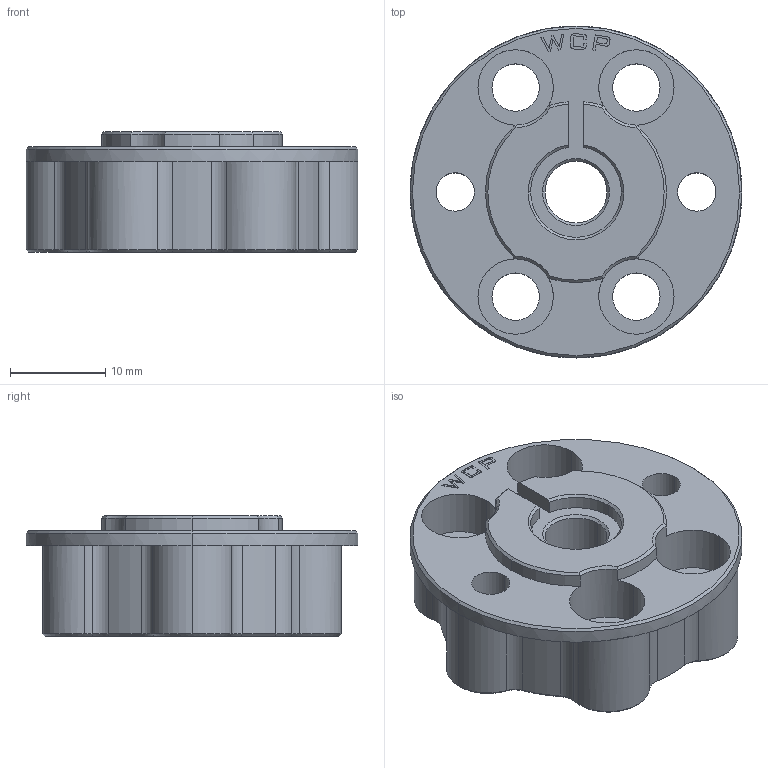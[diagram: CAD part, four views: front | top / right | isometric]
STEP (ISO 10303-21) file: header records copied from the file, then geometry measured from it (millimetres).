
FILE_DESCRIPTION (( 'STEP AP214' ), '1' );
FILE_NAME ('WCP-1391.step', '2024-01-05T21:56:49', ( '' ), ( '' ), 'SwSTEP 2.0', 'SolidWorks 2022', '' );
FILE_SCHEMA (( 'AUTOMOTIVE_DESIGN' ));
Length unit declared in the file: inch
Products named in the file (1): WCP-1391
Bounding box: 34.92 x 34.92 x 12.7 mm (x, y, z)
Volume: 7064.1 mm3; surface area: 4357.8 mm2
Topology: 1 solids, 1 shells, 167 faces, 434 edges, 275 vertices
Faces by surface type: cylinder 62, cone 48, plane 48, bspline 9
Entity records: 5803 total; most frequent: CARTESIAN_POINT 1442, DIRECTION 905, ORIENTED_EDGE 868, EDGE_CURVE 434, AXIS2_PLACEMENT_3D 342, VERTEX_POINT 275, LINE 221, VECTOR 221
